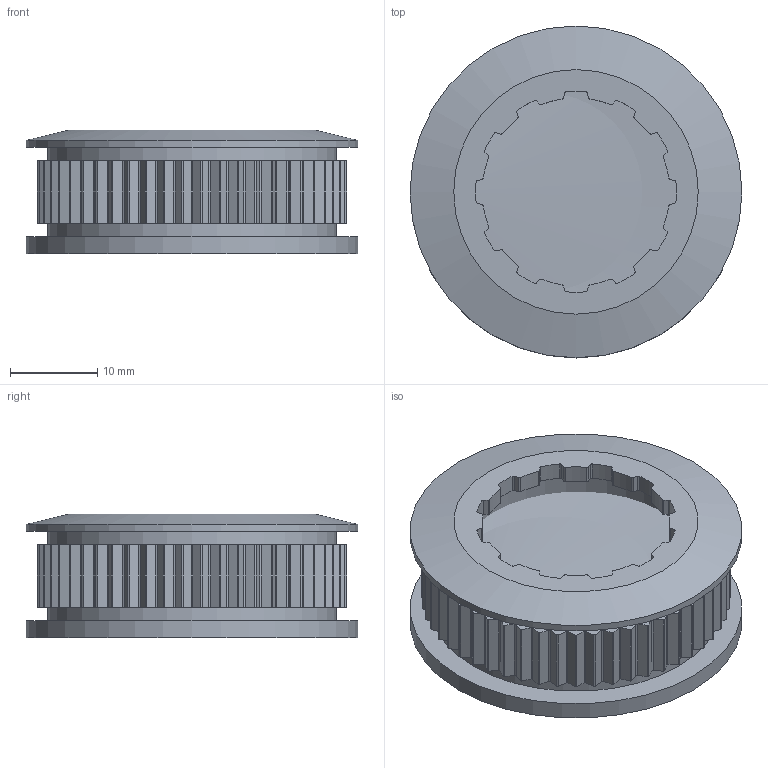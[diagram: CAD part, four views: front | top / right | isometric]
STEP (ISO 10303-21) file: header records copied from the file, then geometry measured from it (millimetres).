
FILE_DESCRIPTION(/* description */ (''),/* implementation_level */ '2;1');
FILE_NAME(/* name */ 'centerlock basic.stp',/* time_stamp */ '2020-04-15T17:24:29+03:00',/* author */ ('moroz'),/* organization */ (''),/* preprocessor_version */ 'ST-DEVELOPER v18',/* originating_system */ 'Autodesk Inventor 2020',/* authorisation */ '');
FILE_SCHEMA (('AUTOMOTIVE_DESIGN { 1 0 10303 214 3 1 1 }'));
Length unit declared in the file: millimetre
Products named in the file (1): centerlock basic
Bounding box: 38 x 38 x 14.2 mm (x, y, z)
Volume: 4146.9 mm3; surface area: 7253.3 mm2
Topology: 2 solids, 2 shells, 350 faces, 1020 edges, 680 vertices
Faces by surface type: cylinder 199, plane 142, cone 4, bspline 4, torus 1
Full cylindrical faces by diameter (mm): 27 x1, 30 x1, 30.16 x2, 30.376 x3, 32 x5, 33 x2, 38 x2
Entity records: 14094 total; most frequent: CARTESIAN_POINT 4466, DIRECTION 2066, ORIENTED_EDGE 2042, EDGE_CURVE 1021, AXIS2_PLACEMENT_3D 737, VERTEX_POINT 681, LINE 592, VECTOR 592
